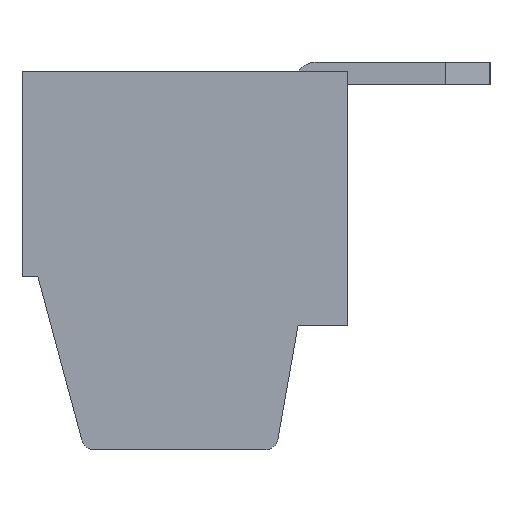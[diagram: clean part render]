
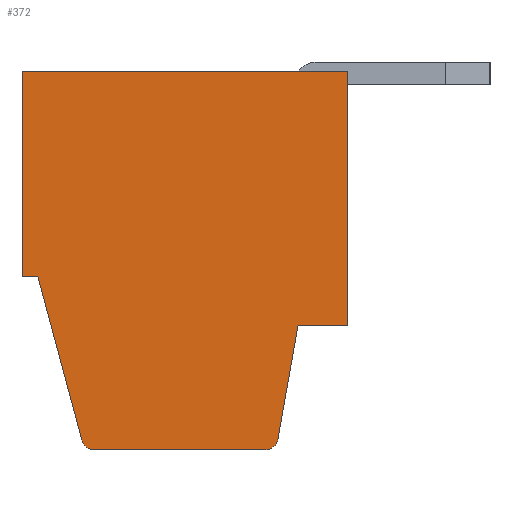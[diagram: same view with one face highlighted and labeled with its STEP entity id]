
A CAD part, left-side view. The second image highlights one B-rep face of the part: STEP entity #372.
In plain terms, the highlighted planar face has unit normal (-1, 0, 0).
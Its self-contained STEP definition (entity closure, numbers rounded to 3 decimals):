
#372 = ADVANCED_FACE( '', ( #978 ), #979, .T. );
#978 = FACE_OUTER_BOUND( '', #1879, .T. );
#979 = PLANE( '', #1880 );
#1879 = EDGE_LOOP( '', ( #2956, #2957, #2958, #2959, #2960, #2961, #2962, #2963, #2964, #2965 ) );
#1880 = AXIS2_PLACEMENT_3D( '', #2966, #2967, #2968 );
#2956 = ORIENTED_EDGE( '', *, *, #5062, .T. );
#2957 = ORIENTED_EDGE( '', *, *, #5063, .T. );
#2958 = ORIENTED_EDGE( '', *, *, #5064, .T. );
#2959 = ORIENTED_EDGE( '', *, *, #5065, .T. );
#2960 = ORIENTED_EDGE( '', *, *, #4939, .T. );
#2961 = ORIENTED_EDGE( '', *, *, #5066, .T. );
#2962 = ORIENTED_EDGE( '', *, *, #5067, .T. );
#2963 = ORIENTED_EDGE( '', *, *, #5068, .T. );
#2964 = ORIENTED_EDGE( '', *, *, #5069, .T. );
#2965 = ORIENTED_EDGE( '', *, *, #5070, .T. );
#2966 = CARTESIAN_POINT( '', ( 165.647, 214.734, -4.2 ) );
#2967 = DIRECTION( '', ( -1., 0., 0. ) );
#2968 = DIRECTION( '', ( 0., -1., 0. ) );
#4939 = EDGE_CURVE( '', #5837, #5838, #5839, .T. );
#5062 = EDGE_CURVE( '', #6048, #6049, #6050, .T. );
#5063 = EDGE_CURVE( '', #6049, #6051, #6052, .T. );
#5064 = EDGE_CURVE( '', #6051, #6053, #6054, .T. );
#5065 = EDGE_CURVE( '', #6053, #5837, #6055, .T. );
#5066 = EDGE_CURVE( '', #5838, #6056, #6057, .T. );
#5067 = EDGE_CURVE( '', #6056, #6058, #6059, .T. );
#5068 = EDGE_CURVE( '', #6058, #6060, #6061, .T. );
#5069 = EDGE_CURVE( '', #6060, #6062, #6063, .T. );
#5070 = EDGE_CURVE( '', #6062, #6048, #6064, .T. );
#5837 = VERTEX_POINT( '', #7130 );
#5838 = VERTEX_POINT( '', #7131 );
#5839 = LINE( '', #7132, #7133 );
#6048 = VERTEX_POINT( '', #7412 );
#6049 = VERTEX_POINT( '', #7413 );
#6050 = LINE( '', #7414, #7415 );
#6051 = VERTEX_POINT( '', #7416 );
#6052 = CIRCLE( '', #7417, 0.3 );
#6053 = VERTEX_POINT( '', #7418 );
#6054 = LINE( '', #7419, #7420 );
#6055 = CIRCLE( '', #7421, 0.3 );
#6056 = VERTEX_POINT( '', #7422 );
#6057 = LINE( '', #7423, #7424 );
#6058 = VERTEX_POINT( '', #7425 );
#6059 = LINE( '', #7426, #7427 );
#6060 = VERTEX_POINT( '', #7428 );
#6061 = LINE( '', #7429, #7430 );
#6062 = VERTEX_POINT( '', #7431 );
#6063 = LINE( '', #7432, #7433 );
#6064 = LINE( '', #7434, #7435 );
#7130 = CARTESIAN_POINT( '', ( 165.647, 208.991, -8.252 ) );
#7131 = CARTESIAN_POINT( '', ( 165.647, 208.541, -5.7 ) );
#7132 = CARTESIAN_POINT( '', ( 165.647, 208.541, -5.7 ) );
#7133 = VECTOR( '', #8774, 1000. );
#7412 = CARTESIAN_POINT( '', ( 165.647, 214.379, -4.6 ) );
#7413 = CARTESIAN_POINT( '', ( 165.647, 213.394, -8.278 ) );
#7414 = CARTESIAN_POINT( '', ( 165.647, 213.394, -8.278 ) );
#7415 = VECTOR( '', #8917, 1000. );
#7416 = CARTESIAN_POINT( '', ( 165.647, 213.104, -8.5 ) );
#7417 = AXIS2_PLACEMENT_3D( '', #8918, #8919, #8920 );
#7418 = CARTESIAN_POINT( '', ( 165.647, 209.286, -8.5 ) );
#7419 = CARTESIAN_POINT( '', ( 165.647, 209.286, -8.5 ) );
#7420 = VECTOR( '', #8921, 1000. );
#7421 = AXIS2_PLACEMENT_3D( '', #8922, #8923, #8924 );
#7422 = CARTESIAN_POINT( '', ( 165.647, 207.434, -5.7 ) );
#7423 = CARTESIAN_POINT( '', ( 165.647, 207.434, -5.7 ) );
#7424 = VECTOR( '', #8925, 1000. );
#7425 = CARTESIAN_POINT( '', ( 165.647, 207.434, 0. ) );
#7426 = CARTESIAN_POINT( '', ( 165.647, 207.434, 0. ) );
#7427 = VECTOR( '', #8926, 1000. );
#7428 = CARTESIAN_POINT( '', ( 165.647, 214.734, 0. ) );
#7429 = CARTESIAN_POINT( '', ( 165.647, 214.734, 0. ) );
#7430 = VECTOR( '', #8927, 1000. );
#7431 = CARTESIAN_POINT( '', ( 165.647, 214.734, -4.6 ) );
#7432 = CARTESIAN_POINT( '', ( 165.647, 214.734, -4.6 ) );
#7433 = VECTOR( '', #8928, 1000. );
#7434 = CARTESIAN_POINT( '', ( 165.647, 214.379, -4.6 ) );
#7435 = VECTOR( '', #8929, 1000. );
#8774 = DIRECTION( '', ( 0., -0.174, 0.985 ) );
#8917 = DIRECTION( '', ( 0., -0.259, -0.966 ) );
#8918 = CARTESIAN_POINT( '', ( 165.647, 213.104, -8.2 ) );
#8919 = DIRECTION( '', ( -1., 0., 0. ) );
#8920 = DIRECTION( '', ( 0., -1., 0. ) );
#8921 = DIRECTION( '', ( 0., -1., 0. ) );
#8922 = CARTESIAN_POINT( '', ( 165.647, 209.286, -8.2 ) );
#8923 = DIRECTION( '', ( -1., 0., 0. ) );
#8924 = DIRECTION( '', ( 0., -1., 0. ) );
#8925 = DIRECTION( '', ( 0., -1., 0. ) );
#8926 = DIRECTION( '', ( 0., 0., 1. ) );
#8927 = DIRECTION( '', ( 0., 1., 0. ) );
#8928 = DIRECTION( '', ( 0., 0., -1. ) );
#8929 = DIRECTION( '', ( 0., -1., 0. ) );
